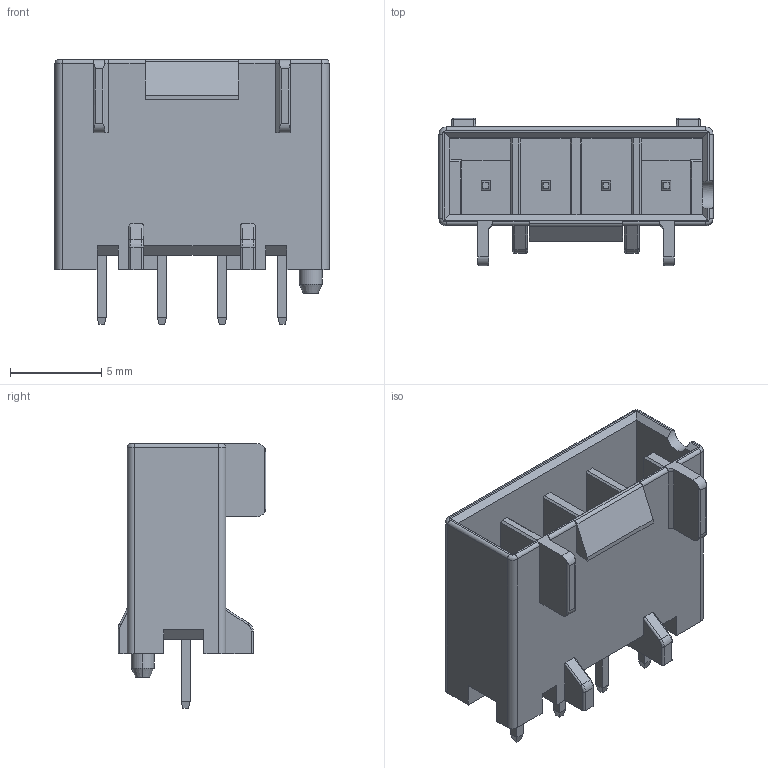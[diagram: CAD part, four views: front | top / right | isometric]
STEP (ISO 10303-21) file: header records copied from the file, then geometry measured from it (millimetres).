
FILE_DESCRIPTION(('Creo Elements/Direct Modeling STEP Export'),'2;1');
FILE_NAME('DF33C-4P-3.3DSA.stp','2016-05-27T11:33:03',(''),(''),'Creo Elements/Direct Modeling STEP processor for AP214 (Solid Model)','Creo Elements/Direct Modeling 18.1E 22-Nov-2013 (C) Parametric Technology GmbH','');
FILE_SCHEMA(('AUTOMOTIVE_DESIGN { 1 0 10303 214 1 1 1 1 }'));
Length unit declared in the file: millimetre
Products named in the file (1): DF33C-4P-3.3DSA
Bounding box: 15 x 8.1 x 14.5 mm (x, y, z)
Volume: 464.7 mm3; surface area: 1233.3 mm2
Topology: 1 solids, 1 shells, 244 faces, 623 edges, 390 vertices
Faces by surface type: plane 184, cylinder 44, torus 12, cone 4
Entity records: 7252 total; most frequent: CARTESIAN_POINT 1347, ORIENTED_EDGE 1246, DIRECTION 1171, EDGE_CURVE 623, VECTOR 515, LINE 515, VERTEX_POINT 390, AXIS2_PLACEMENT_3D 328
